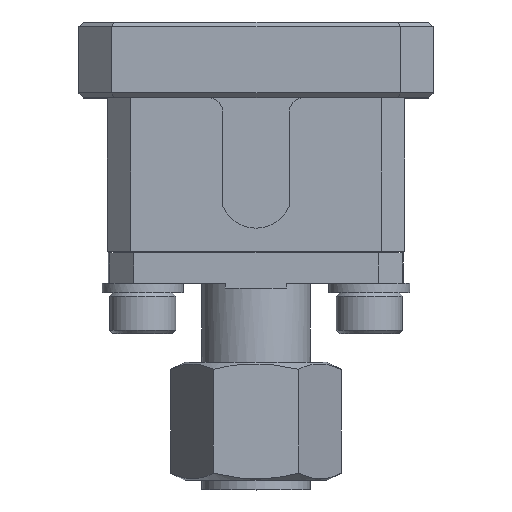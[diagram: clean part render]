
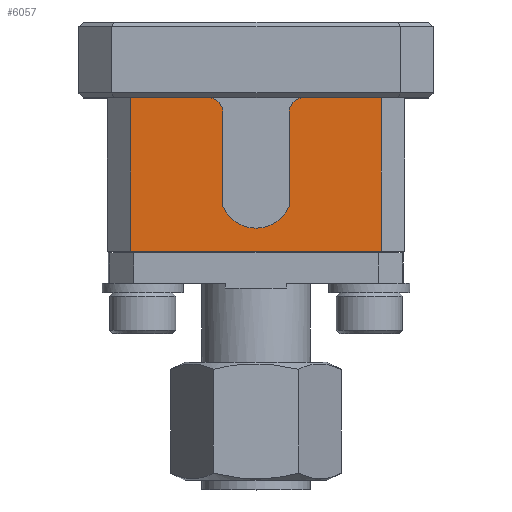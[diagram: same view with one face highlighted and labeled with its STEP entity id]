
A CAD part, top view. The second image highlights one B-rep face of the part: STEP entity #6057.
In plain terms, the highlighted planar face has unit normal (0, 0, 1).
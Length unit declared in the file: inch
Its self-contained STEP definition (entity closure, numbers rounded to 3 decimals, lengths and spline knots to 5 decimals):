
#15 = VERTEX_POINT ( 'NONE', #220 ) ;
#21 = CARTESIAN_POINT ( 'NONE',  ( 0.265, -0.29, 0.14 ) ) ;
#53 = DIRECTION ( 'NONE',  ( 0., 0., -1. ) ) ;
#123 = DIRECTION ( 'NONE',  ( -1., 0., 0. ) ) ;
#129 = DIRECTION ( 'NONE',  ( 0., -1., 0. ) ) ;
#173 = CARTESIAN_POINT ( 'NONE',  ( 0.315, -0.325, 0.14 ) ) ;
#200 = EDGE_LOOP ( 'NONE', ( #1323, #2743, #6743, #5202, #972, #3845, #1263, #469, #6489, #4781 ) ) ;
#220 = CARTESIAN_POINT ( 'NONE',  ( -0.265, -0.325, 0.14 ) ) ;
#372 = VERTEX_POINT ( 'NONE', #5521 ) ;
#438 = VERTEX_POINT ( 'NONE', #6139 ) ;
#442 = EDGE_CURVE ( 'NONE', #6554, #372, #4982, .T. ) ;
#469 = ORIENTED_EDGE ( 'NONE', *, *, #7042, .T. ) ;
#640 = DIRECTION ( 'NONE',  ( 1., 0., 0. ) ) ;
#667 = CARTESIAN_POINT ( 'NONE',  ( -0.07, 0., 0.14 ) ) ;
#717 = DIRECTION ( 'NONE',  ( -1., 0., 0. ) ) ;
#732 = CARTESIAN_POINT ( 'NONE',  ( 0.07, -0.03125, 0.14 ) ) ;
#841 = VECTOR ( 'NONE', #129, 39.37008 ) ;
#862 = AXIS2_PLACEMENT_3D ( 'NONE', #1632, #5991, #3283 ) ;
#972 = ORIENTED_EDGE ( 'NONE', *, *, #442, .F. ) ;
#1003 = EDGE_CURVE ( 'NONE', #1641, #2996, #4945, .T. ) ;
#1214 = VECTOR ( 'NONE', #640, 39.37008 ) ;
#1263 = ORIENTED_EDGE ( 'NONE', *, *, #3897, .T. ) ;
#1323 = ORIENTED_EDGE ( 'NONE', *, *, #5572, .T. ) ;
#1372 = CARTESIAN_POINT ( 'NONE',  ( -0.265, -0.29, 0.14 ) ) ;
#1632 = CARTESIAN_POINT ( 'NONE',  ( 0., -0.2, 0.14 ) ) ;
#1641 = VERTEX_POINT ( 'NONE', #2912 ) ;
#1654 = VECTOR ( 'NONE', #4395, 39.37008 ) ;
#1731 = VECTOR ( 'NONE', #5579, 39.37008 ) ;
#1761 = DIRECTION ( 'NONE',  ( -1., 0., 0. ) ) ;
#1858 = LINE ( 'NONE', #6770, #6626 ) ;
#1932 = CARTESIAN_POINT ( 'NONE',  ( -0.10125, -0.03125, 0.14 ) ) ;
#2223 = CARTESIAN_POINT ( 'NONE',  ( 0.10125, -0.03125, 0.14 ) ) ;
#2230 = EDGE_CURVE ( 'NONE', #3614, #438, #4320, .T. ) ;
#2260 = AXIS2_PLACEMENT_3D ( 'NONE', #2223, #4461, #1761 ) ;
#2267 = CARTESIAN_POINT ( 'NONE',  ( 0.315, -0.29, 0.14 ) ) ;
#2442 = LINE ( 'NONE', #1372, #4332 ) ;
#2538 = EDGE_CURVE ( 'NONE', #4557, #3614, #5253, .T. ) ;
#2606 = PLANE ( 'NONE',  #4791 ) ;
#2617 = EDGE_CURVE ( 'NONE', #6554, #4544, #7109, .T. ) ;
#2740 = CARTESIAN_POINT ( 'NONE',  ( 0.10125, 0., 0.14 ) ) ;
#2743 = ORIENTED_EDGE ( 'NONE', *, *, #2538, .T. ) ;
#2912 = CARTESIAN_POINT ( 'NONE',  ( 0.265, -0.325, 0.14 ) ) ;
#2996 = VERTEX_POINT ( 'NONE', #3301 ) ;
#3182 = AXIS2_PLACEMENT_3D ( 'NONE', #1932, #4130, #5683 ) ;
#3208 = CARTESIAN_POINT ( 'NONE',  ( -0.10125, 0., 0.14 ) ) ;
#3283 = DIRECTION ( 'NONE',  ( 1., 0., 0. ) ) ;
#3287 = VECTOR ( 'NONE', #717, 39.37008 ) ;
#3301 = CARTESIAN_POINT ( 'NONE',  ( 0.265, 0., 0.14 ) ) ;
#3405 = DIRECTION ( 'NONE',  ( -1., 0., 0. ) ) ;
#3614 = VERTEX_POINT ( 'NONE', #732 ) ;
#3845 = ORIENTED_EDGE ( 'NONE', *, *, #2617, .T. ) ;
#3897 = EDGE_CURVE ( 'NONE', #4544, #6548, #1858, .T. ) ;
#3952 = CARTESIAN_POINT ( 'NONE',  ( 0.315, 0., 0.14 ) ) ;
#4051 = LINE ( 'NONE', #173, #1214 ) ;
#4130 = DIRECTION ( 'NONE',  ( 0., 0., 1. ) ) ;
#4320 = LINE ( 'NONE', #5984, #1731 ) ;
#4332 = VECTOR ( 'NONE', #5770, 39.37008 ) ;
#4395 = DIRECTION ( 'NONE',  ( 0., 1., 0. ) ) ;
#4461 = DIRECTION ( 'NONE',  ( 0., 0., 1. ) ) ;
#4544 = VERTEX_POINT ( 'NONE', #3208 ) ;
#4557 = VERTEX_POINT ( 'NONE', #2740 ) ;
#4781 = ORIENTED_EDGE ( 'NONE', *, *, #1003, .T. ) ;
#4791 = AXIS2_PLACEMENT_3D ( 'NONE', #2267, #53, #123 ) ;
#4823 = EDGE_CURVE ( 'NONE', #372, #438, #6512, .T. ) ;
#4945 = LINE ( 'NONE', #21, #1654 ) ;
#4972 = LINE ( 'NONE', #3952, #3287 ) ;
#4982 = LINE ( 'NONE', #667, #841 ) ;
#5202 = ORIENTED_EDGE ( 'NONE', *, *, #4823, .F. ) ;
#5253 = CIRCLE ( 'NONE', #2260, 0.03125 ) ;
#5473 = CARTESIAN_POINT ( 'NONE',  ( -0.265, 0., 0.14 ) ) ;
#5521 = CARTESIAN_POINT ( 'NONE',  ( -0.07, -0.23, 0.14 ) ) ;
#5539 = CARTESIAN_POINT ( 'NONE',  ( -0.07, -0.03125, 0.14 ) ) ;
#5572 = EDGE_CURVE ( 'NONE', #2996, #4557, #4972, .T. ) ;
#5579 = DIRECTION ( 'NONE',  ( 0., -1., 0. ) ) ;
#5683 = DIRECTION ( 'NONE',  ( -1., 0., 0. ) ) ;
#5747 = EDGE_CURVE ( 'NONE', #15, #1641, #4051, .T. ) ;
#5770 = DIRECTION ( 'NONE',  ( 0., -1., 0. ) ) ;
#5984 = CARTESIAN_POINT ( 'NONE',  ( 0.07, 0., 0.14 ) ) ;
#5991 = DIRECTION ( 'NONE',  ( 0., 0., 1. ) ) ;
#6057 = ADVANCED_FACE ( 'NONE', ( #6645 ), #2606, .F. ) ;
#6139 = CARTESIAN_POINT ( 'NONE',  ( 0.07, -0.23, 0.14 ) ) ;
#6489 = ORIENTED_EDGE ( 'NONE', *, *, #5747, .T. ) ;
#6512 = CIRCLE ( 'NONE', #862, 0.07616 ) ;
#6548 = VERTEX_POINT ( 'NONE', #5473 ) ;
#6554 = VERTEX_POINT ( 'NONE', #5539 ) ;
#6626 = VECTOR ( 'NONE', #3405, 39.37008 ) ;
#6645 = FACE_OUTER_BOUND ( 'NONE', #200, .T. ) ;
#6743 = ORIENTED_EDGE ( 'NONE', *, *, #2230, .T. ) ;
#6770 = CARTESIAN_POINT ( 'NONE',  ( 0.315, 0., 0.14 ) ) ;
#7042 = EDGE_CURVE ( 'NONE', #6548, #15, #2442, .T. ) ;
#7109 = CIRCLE ( 'NONE', #3182, 0.03125 ) ;
